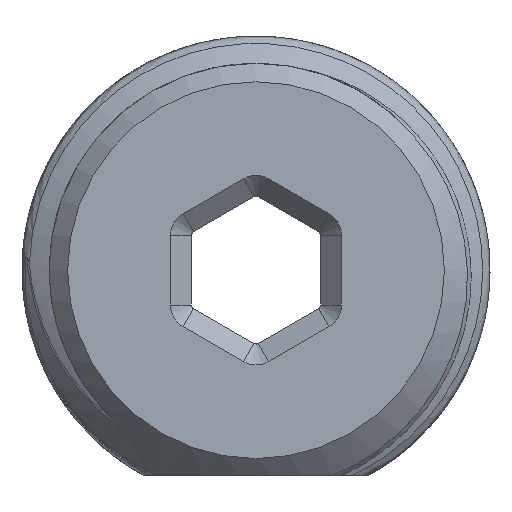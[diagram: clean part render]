
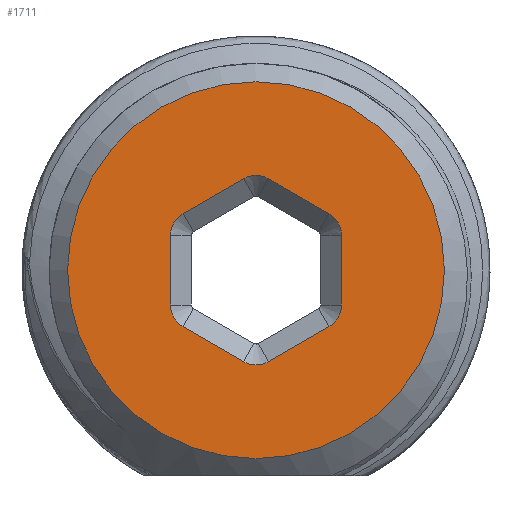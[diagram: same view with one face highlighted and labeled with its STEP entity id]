
A CAD part, left-side view. The second image highlights one B-rep face of the part: STEP entity #1711.
In plain terms, the highlighted planar face has unit normal (-1, 0, 0).
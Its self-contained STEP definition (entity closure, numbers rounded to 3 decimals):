
#62=FACE_BOUND('',#245,.T.);
#100=PLANE('',#1857);
#141=FACE_OUTER_BOUND('',#244,.T.);
#244=EDGE_LOOP('',(#1288));
#245=EDGE_LOOP('',(#1289,#1290,#1291,#1292,#1293,#1294,#1295,#1296,#1297,
#1298,#1299,#1300));
#313=CIRCLE('',#1795,9.);
#331=CIRCLE('',#1834,1.2);
#333=CIRCLE('',#1838,1.2);
#335=CIRCLE('',#1842,1.2);
#336=CIRCLE('',#1845,1.2);
#337=CIRCLE('',#1848,1.2);
#338=CIRCLE('',#1851,1.2);
#532=LINE('',#2450,#620);
#536=LINE('',#2462,#624);
#540=LINE('',#2474,#628);
#544=LINE('',#2485,#632);
#548=LINE('',#2494,#636);
#551=LINE('',#2502,#639);
#620=VECTOR('',#2006,10.);
#624=VECTOR('',#2018,10.);
#628=VECTOR('',#2030,10.);
#632=VECTOR('',#2042,10.);
#636=VECTOR('',#2052,10.);
#639=VECTOR('',#2061,10.);
#685=VERTEX_POINT('',#2337);
#718=VERTEX_POINT('',#2447);
#719=VERTEX_POINT('',#2449);
#721=VERTEX_POINT('',#2455);
#723=VERTEX_POINT('',#2460);
#725=VERTEX_POINT('',#2467);
#727=VERTEX_POINT('',#2472);
#729=VERTEX_POINT('',#2479);
#730=VERTEX_POINT('',#2483);
#731=VERTEX_POINT('',#2488);
#732=VERTEX_POINT('',#2492);
#733=VERTEX_POINT('',#2496);
#734=VERTEX_POINT('',#2500);
#858=EDGE_CURVE('',#685,#685,#313,.T.);
#911=EDGE_CURVE('',#718,#719,#532,.T.);
#915=EDGE_CURVE('',#721,#718,#331,.T.);
#917=EDGE_CURVE('',#723,#721,#536,.T.);
#921=EDGE_CURVE('',#725,#723,#333,.T.);
#923=EDGE_CURVE('',#727,#725,#540,.T.);
#927=EDGE_CURVE('',#729,#727,#335,.T.);
#929=EDGE_CURVE('',#730,#729,#544,.T.);
#932=EDGE_CURVE('',#731,#730,#336,.T.);
#934=EDGE_CURVE('',#732,#731,#548,.T.);
#936=EDGE_CURVE('',#733,#732,#337,.T.);
#938=EDGE_CURVE('',#734,#733,#551,.T.);
#939=EDGE_CURVE('',#719,#734,#338,.T.);
#1288=ORIENTED_EDGE('',*,*,#858,.T.);
#1289=ORIENTED_EDGE('',*,*,#911,.F.);
#1290=ORIENTED_EDGE('',*,*,#915,.F.);
#1291=ORIENTED_EDGE('',*,*,#917,.F.);
#1292=ORIENTED_EDGE('',*,*,#921,.F.);
#1293=ORIENTED_EDGE('',*,*,#923,.F.);
#1294=ORIENTED_EDGE('',*,*,#927,.F.);
#1295=ORIENTED_EDGE('',*,*,#929,.F.);
#1296=ORIENTED_EDGE('',*,*,#932,.F.);
#1297=ORIENTED_EDGE('',*,*,#934,.F.);
#1298=ORIENTED_EDGE('',*,*,#936,.F.);
#1299=ORIENTED_EDGE('',*,*,#938,.F.);
#1300=ORIENTED_EDGE('',*,*,#939,.F.);
#1711=ADVANCED_FACE('',(#141,#62),#100,.T.);
#1795=AXIS2_PLACEMENT_3D('',#2339,#1897,#1898);
#1834=AXIS2_PLACEMENT_3D('',#2457,#2013,#2014);
#1838=AXIS2_PLACEMENT_3D('',#2469,#2025,#2026);
#1842=AXIS2_PLACEMENT_3D('',#2481,#2037,#2038);
#1845=AXIS2_PLACEMENT_3D('',#2490,#2047,#2048);
#1848=AXIS2_PLACEMENT_3D('',#2498,#2056,#2057);
#1851=AXIS2_PLACEMENT_3D('',#2504,#2064,#2065);
#1857=AXIS2_PLACEMENT_3D('',#2515,#2081,#2082);
#1897=DIRECTION('center_axis',(-1.,0.,0.));
#1898=DIRECTION('ref_axis',(0.,-1.,0.));
#2006=DIRECTION('',(0.,0.866,-0.5));
#2013=DIRECTION('center_axis',(-1.,0.,0.));
#2014=DIRECTION('ref_axis',(0.,0.,1.));
#2018=DIRECTION('',(0.,0.866,0.5));
#2025=DIRECTION('center_axis',(-1.,0.,0.));
#2026=DIRECTION('ref_axis',(0.,-0.866,0.5));
#2030=DIRECTION('',(0.,0.,1.));
#2037=DIRECTION('center_axis',(-1.,0.,0.));
#2038=DIRECTION('ref_axis',(0.,-0.866,-0.5));
#2042=DIRECTION('',(0.,-0.866,0.5));
#2047=DIRECTION('center_axis',(-1.,0.,0.));
#2048=DIRECTION('ref_axis',(0.,0.,-1.));
#2052=DIRECTION('',(0.,-0.866,-0.5));
#2056=DIRECTION('center_axis',(-1.,0.,0.));
#2057=DIRECTION('ref_axis',(0.,0.866,-0.5));
#2061=DIRECTION('',(0.,0.,-1.));
#2064=DIRECTION('center_axis',(-1.,0.,0.));
#2065=DIRECTION('ref_axis',(0.,0.866,0.5));
#2081=DIRECTION('center_axis',(-1.,0.,0.));
#2082=DIRECTION('ref_axis',(0.,0.,1.));
#2337=CARTESIAN_POINT('',(24.5,-42.,0.));
#2339=CARTESIAN_POINT('Origin',(24.5,-51.,0.));
#2447=CARTESIAN_POINT('',(24.5,-50.4,4.368));
#2449=CARTESIAN_POINT('',(24.5,-47.517,2.704));
#2450=CARTESIAN_POINT('',(24.5,-49.812,4.029));
#2455=CARTESIAN_POINT('',(24.5,-51.6,4.368));
#2457=CARTESIAN_POINT('Origin',(24.5,-51.,3.329));
#2460=CARTESIAN_POINT('',(24.5,-54.483,2.704));
#2462=CARTESIAN_POINT('',(24.5,-53.695,3.159));
#2467=CARTESIAN_POINT('',(24.5,-55.083,1.665));
#2469=CARTESIAN_POINT('Origin',(24.5,-53.883,1.665));
#2472=CARTESIAN_POINT('',(24.5,-55.083,-1.665));
#2474=CARTESIAN_POINT('',(24.5,-55.083,-0.659));
#2479=CARTESIAN_POINT('',(24.5,-54.483,-2.704));
#2481=CARTESIAN_POINT('Origin',(24.5,-53.883,-1.665));
#2483=CARTESIAN_POINT('',(24.5,-51.6,-4.368));
#2485=CARTESIAN_POINT('',(24.5,-52.354,-3.933));
#2488=CARTESIAN_POINT('',(24.5,-50.4,-4.368));
#2490=CARTESIAN_POINT('Origin',(24.5,-51.,-3.329));
#2492=CARTESIAN_POINT('',(24.5,-47.517,-2.704));
#2494=CARTESIAN_POINT('',(24.5,-48.071,-3.023));
#2496=CARTESIAN_POINT('',(24.5,-46.917,-1.665));
#2498=CARTESIAN_POINT('Origin',(24.5,-48.117,-1.665));
#2500=CARTESIAN_POINT('',(24.5,-46.917,1.665));
#2502=CARTESIAN_POINT('',(24.5,-46.917,1.121));
#2504=CARTESIAN_POINT('Origin',(24.5,-48.117,1.665));
#2515=CARTESIAN_POINT('Origin',(24.5,-50.954,0.462));
